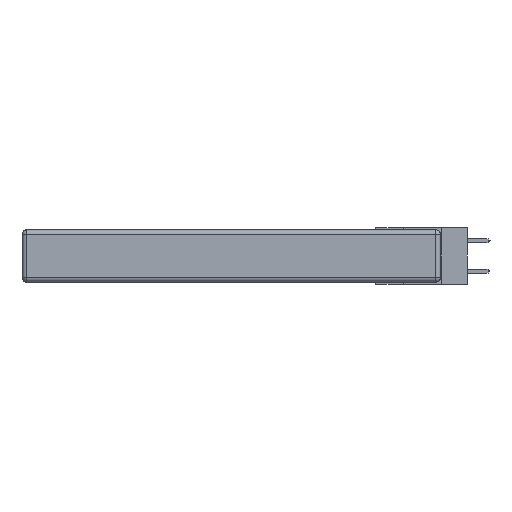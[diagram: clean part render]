
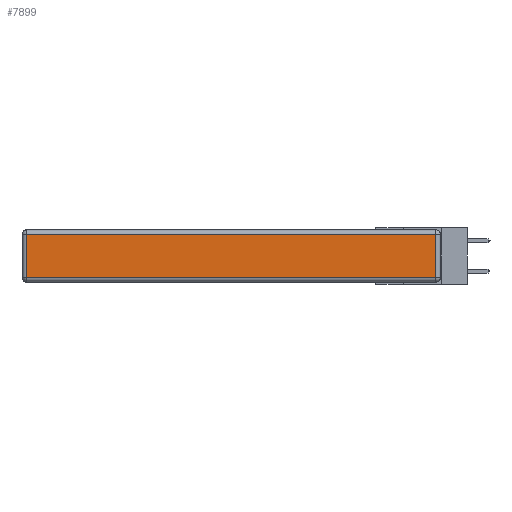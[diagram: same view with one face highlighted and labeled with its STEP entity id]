
A CAD part, left-side view. The second image highlights one B-rep face of the part: STEP entity #7899.
In plain terms, the highlighted planar face has unit normal (-1, 0, 0).
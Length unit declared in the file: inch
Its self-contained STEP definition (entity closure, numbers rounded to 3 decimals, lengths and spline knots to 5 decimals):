
#354 = ORIENTED_EDGE ( 'NONE', *, *, #29026, .T. ) ;
#936 = LINE ( 'NONE', #11561, #21878 ) ;
#1650 = VERTEX_POINT ( 'NONE', #15620 ) ;
#2189 = CARTESIAN_POINT ( 'NONE',  ( 0., 0.03, -0.343 ) ) ;
#4832 = DIRECTION ( 'NONE',  ( 0., -1., 0. ) ) ;
#4894 = VERTEX_POINT ( 'NONE', #14127 ) ;
#5196 = PLANE ( 'NONE',  #25859 ) ;
#5549 = LINE ( 'NONE', #2189, #29833 ) ;
#7186 = DIRECTION ( 'NONE',  ( 0., 1., 0. ) ) ;
#7892 = VERTEX_POINT ( 'NONE', #17208 ) ;
#7899 = ADVANCED_FACE ( 'NONE', ( #10999 ), #5196, .T. ) ;
#10297 = LINE ( 'NONE', #19143, #16206 ) ;
#10896 = EDGE_LOOP ( 'NONE', ( #354, #24625, #13261, #14823 ) ) ;
#10999 = FACE_OUTER_BOUND ( 'NONE', #10896, .T. ) ;
#11472 = CARTESIAN_POINT ( 'NONE',  ( 0., 2.75, -0.03 ) ) ;
#11561 = CARTESIAN_POINT ( 'NONE',  ( 0., 2.72, -0.343 ) ) ;
#11735 = DIRECTION ( 'NONE',  ( 0., 0., 1. ) ) ;
#12480 = EDGE_CURVE ( 'NONE', #4894, #26827, #14204, .T. ) ;
#12529 = DIRECTION ( 'NONE',  ( -1., 0., 0. ) ) ;
#13261 = ORIENTED_EDGE ( 'NONE', *, *, #12480, .T. ) ;
#14127 = CARTESIAN_POINT ( 'NONE',  ( 0., 0.03, -0.03 ) ) ;
#14204 = LINE ( 'NONE', #11472, #26161 ) ;
#14630 = CARTESIAN_POINT ( 'NONE',  ( 0., 0., -0.343 ) ) ;
#14823 = ORIENTED_EDGE ( 'NONE', *, *, #21162, .T. ) ;
#15481 = EDGE_CURVE ( 'NONE', #7892, #4894, #5549, .T. ) ;
#15620 = CARTESIAN_POINT ( 'NONE',  ( 0., 2.72, -0.313 ) ) ;
#15923 = CARTESIAN_POINT ( 'NONE',  ( 0., 2.72, -0.03 ) ) ;
#16206 = VECTOR ( 'NONE', #4832, 39.37008 ) ;
#17208 = CARTESIAN_POINT ( 'NONE',  ( 0., 0.03, -0.313 ) ) ;
#19143 = CARTESIAN_POINT ( 'NONE',  ( 0., 0., -0.313 ) ) ;
#19752 = DIRECTION ( 'NONE',  ( 0., 0., -1. ) ) ;
#21162 = EDGE_CURVE ( 'NONE', #26827, #1650, #936, .T. ) ;
#21618 = DIRECTION ( 'NONE',  ( 0., 0., 1. ) ) ;
#21878 = VECTOR ( 'NONE', #19752, 39.37008 ) ;
#24625 = ORIENTED_EDGE ( 'NONE', *, *, #15481, .T. ) ;
#25859 = AXIS2_PLACEMENT_3D ( 'NONE', #14630, #12529, #21618 ) ;
#26161 = VECTOR ( 'NONE', #7186, 39.37008 ) ;
#26827 = VERTEX_POINT ( 'NONE', #15923 ) ;
#29026 = EDGE_CURVE ( 'NONE', #1650, #7892, #10297, .T. ) ;
#29833 = VECTOR ( 'NONE', #11735, 39.37008 ) ;
